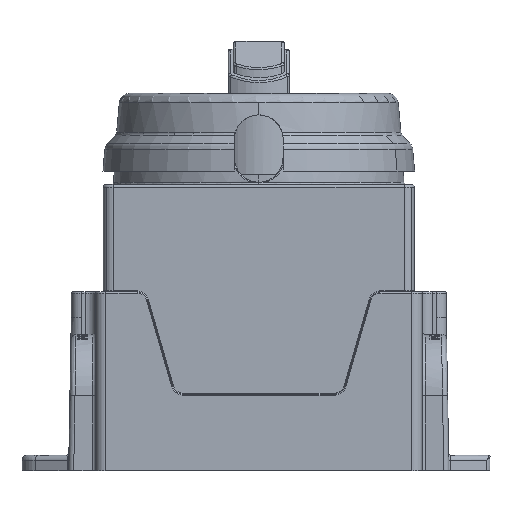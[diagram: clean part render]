
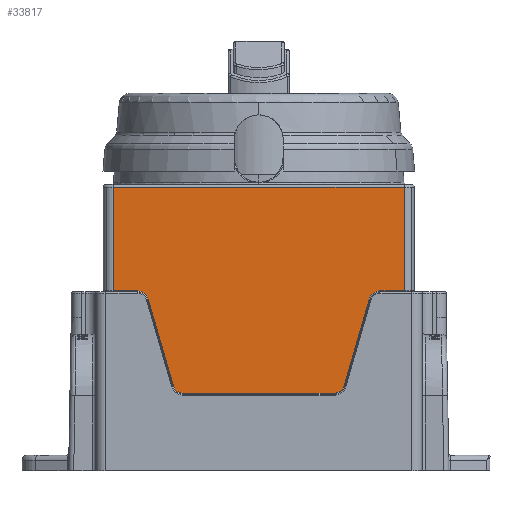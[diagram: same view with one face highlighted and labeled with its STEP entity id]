
A CAD part, left-side view. The second image highlights one B-rep face of the part: STEP entity #33817.
In plain terms, the highlighted planar face has unit normal (-1, 0, 0).
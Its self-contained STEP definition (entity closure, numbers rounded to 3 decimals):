
#10990=DIRECTION('',(0.,1.,0.));
#10991=VECTOR('',#10990,29.9);
#10992=CARTESIAN_POINT('',(-30.5,-14.95,
15.215));
#10993=LINE('',#10992,#10991);
#10998=CARTESIAN_POINT('',(-30.5,-23.745,33.015));
#10999=DIRECTION('',(1.,0.,0.));
#11000=DIRECTION('',(0.,0.961,0.278));
#11001=AXIS2_PLACEMENT_3D('',#10998,#10999,#11000);
#11003=DIRECTION('',(0.,-0.278,0.961));
#11004=VECTOR('',#11003,17.814);
#11005=CARTESIAN_POINT('',(-30.5,-16.679,
16.515));
#11006=LINE('',#11005,#11004);
#11007=CARTESIAN_POINT('',(-30.5,-14.95,17.015));
#11008=DIRECTION('',(-1.,0.,0.));
#11009=DIRECTION('',(0.,0.,-1.));
#11010=AXIS2_PLACEMENT_3D('',#11007,#11008,#11009);
#11012=CARTESIAN_POINT('',(-30.5,14.95,17.015));
#11013=DIRECTION('',(-1.,0.,0.));
#11014=DIRECTION('',(0.,0.961,-0.278));
#11015=AXIS2_PLACEMENT_3D('',#11012,#11013,#11014);
#11017=DIRECTION('',(0.,-0.278,-0.961));
#11018=VECTOR('',#11017,17.814);
#11019=CARTESIAN_POINT('',(-30.5,21.632,
33.627));
#11020=LINE('',#11019,#11018);
#11021=CARTESIAN_POINT('',(-30.5,23.745,33.015));
#11022=DIRECTION('',(1.,0.,0.));
#11023=DIRECTION('',(0.,0.,1.));
#11024=AXIS2_PLACEMENT_3D('',#11021,#11022,#11023);
#11030=DIRECTION('',(0.,0.,1.));
#11031=VECTOR('',#11030,20.3);
#11032=CARTESIAN_POINT('',(-30.5,28.5,
35.215));
#11033=LINE('',#11032,#11031);
#13582=DIRECTION('',(0.,0.,-1.));
#13583=VECTOR('',#13582,20.3);
#13584=CARTESIAN_POINT('',(-30.5,-28.5,
55.515));
#13585=LINE('',#13584,#13583);
#13616=DIRECTION('',(0.,1.,0.));
#13617=VECTOR('',#13616,4.755);
#13618=CARTESIAN_POINT('',(-30.5,-28.5,
35.215));
#13619=LINE('',#13618,#13617);
#13926=DIRECTION('',(0.,-1.,0.));
#13927=VECTOR('',#13926,57.);
#13928=CARTESIAN_POINT('',(-30.5,28.5,
55.515));
#13929=LINE('',#13928,#13927);
#21042=DIRECTION('',(0.,1.,0.));
#21043=VECTOR('',#21042,4.755);
#21044=CARTESIAN_POINT('',(-30.5,23.745,
35.215));
#21045=LINE('',#21044,#21043);
#28442=CARTESIAN_POINT('',(-30.5,28.5,
35.215));
#28443=VERTEX_POINT('',#28442);
#28444=CARTESIAN_POINT('',(-30.5,28.5,
55.515));
#28445=VERTEX_POINT('',#28444);
#28462=CARTESIAN_POINT('',(-30.5,-28.5,
55.515));
#28463=VERTEX_POINT('',#28462);
#28464=CARTESIAN_POINT('',(-30.5,-28.5,
35.215));
#28465=VERTEX_POINT('',#28464);
#28466=CARTESIAN_POINT('',(-30.5,23.745,
35.215));
#28467=VERTEX_POINT('',#28466);
#28468=CARTESIAN_POINT('',(-30.5,21.632,
33.627));
#28469=VERTEX_POINT('',#28468);
#28470=CARTESIAN_POINT('',(-30.5,16.679,
16.515));
#28471=VERTEX_POINT('',#28470);
#28472=CARTESIAN_POINT('',(-30.5,14.95,
15.215));
#28473=VERTEX_POINT('',#28472);
#28474=CARTESIAN_POINT('',(-30.5,-14.95,
15.215));
#28475=VERTEX_POINT('',#28474);
#28476=CARTESIAN_POINT('',(-30.5,-16.679,
16.515));
#28477=VERTEX_POINT('',#28476);
#28478=CARTESIAN_POINT('',(-30.5,-21.632,
33.627));
#28479=VERTEX_POINT('',#28478);
#28480=CARTESIAN_POINT('',(-30.5,-23.745,
35.215));
#28481=VERTEX_POINT('',#28480);
#33790=CARTESIAN_POINT('',(-30.5,-31.35,
13.2));
#33791=DIRECTION('',(-1.,0.,0.));
#33792=DIRECTION('',(0.,0.,1.));
#33793=AXIS2_PLACEMENT_3D('',#33790,#33791,#33792);
#33794=PLANE('',#33793);
#33796=ORIENTED_EDGE('',*,*,#33795,.T.);
#33798=ORIENTED_EDGE('',*,*,#33797,.T.);
#33800=ORIENTED_EDGE('',*,*,#33799,.T.);
#33802=ORIENTED_EDGE('',*,*,#33801,.T.);
#33804=ORIENTED_EDGE('',*,*,#33803,.F.);
#33806=ORIENTED_EDGE('',*,*,#33805,.F.);
#33808=ORIENTED_EDGE('',*,*,#33807,.F.);
#33809=ORIENTED_EDGE('',*,*,#33777,.T.);
#33810=ORIENTED_EDGE('',*,*,#33765,.F.);
#33811=ORIENTED_EDGE('',*,*,#33747,.F.);
#33812=ORIENTED_EDGE('',*,*,#33729,.F.);
#33814=ORIENTED_EDGE('',*,*,#33813,.T.);
#33815=EDGE_LOOP('',(#33796,#33798,#33800,#33802,#33804,#33806,#33808,#33809,
#33810,#33811,#33812,#33814));
#33816=FACE_OUTER_BOUND('',#33815,.F.);
#11002=CIRCLE('',#11001,2.2);
#11011=CIRCLE('',#11010,1.8);
#11016=CIRCLE('',#11015,1.8);
#11025=CIRCLE('',#11024,2.2);
#33729=EDGE_CURVE('',#28467,#28469,#11025,.T.);
#33747=EDGE_CURVE('',#28469,#28471,#11020,.T.);
#33765=EDGE_CURVE('',#28471,#28473,#11016,.T.);
#33777=EDGE_CURVE('',#28475,#28473,#10993,.T.);
#33795=EDGE_CURVE('',#28443,#28445,#11033,.T.);
#33797=EDGE_CURVE('',#28445,#28463,#13929,.T.);
#33799=EDGE_CURVE('',#28463,#28465,#13585,.T.);
#33801=EDGE_CURVE('',#28465,#28481,#13619,.T.);
#33803=EDGE_CURVE('',#28479,#28481,#11002,.T.);
#33805=EDGE_CURVE('',#28477,#28479,#11006,.T.);
#33807=EDGE_CURVE('',#28475,#28477,#11011,.T.);
#33813=EDGE_CURVE('',#28467,#28443,#21045,.T.);
#33817=ADVANCED_FACE('',(#33816),#33794,.T.);
